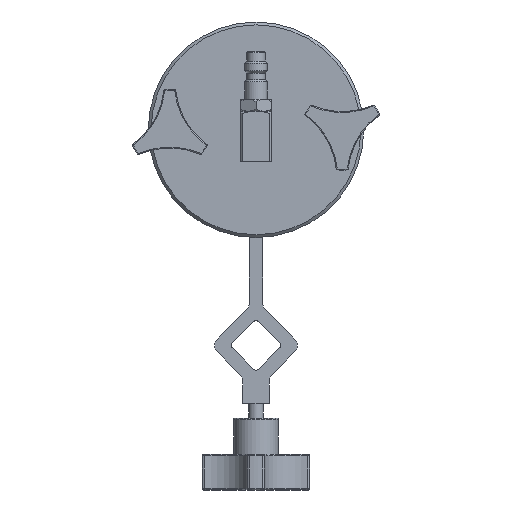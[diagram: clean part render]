
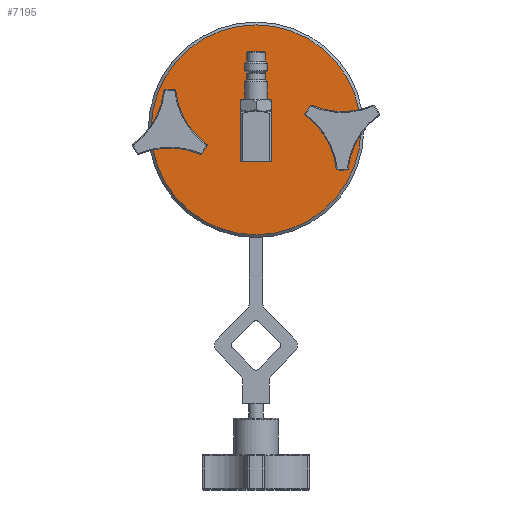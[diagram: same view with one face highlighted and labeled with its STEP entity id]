
A CAD part, left-side view. The second image highlights one B-rep face of the part: STEP entity #7195.
In plain terms, the highlighted planar face has unit normal (-1, 0, 0).
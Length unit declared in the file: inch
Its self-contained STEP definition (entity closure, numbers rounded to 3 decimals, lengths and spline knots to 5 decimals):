
#35 = CARTESIAN_POINT ( 'NONE',  ( -3.63439, 3.2125, 1.65856 ) ) ;
#61 = ORIENTED_EDGE ( 'NONE', *, *, #4109, .F. ) ;
#122 = DIRECTION ( 'NONE',  ( 1., 0., 0. ) ) ;
#307 = EDGE_CURVE ( 'NONE', #4043, #7246, #6710, .T. ) ;
#471 = CARTESIAN_POINT ( 'NONE',  ( -3.63439, 2.7875, 1.65856 ) ) ;
#559 = EDGE_CURVE ( 'NONE', #8791, #8791, #1443, .T. ) ;
#760 = ORIENTED_EDGE ( 'NONE', *, *, #6846, .F. ) ;
#856 = CARTESIAN_POINT ( 'NONE',  ( -3.63439, 3.11428, 2.35242 ) ) ;
#1191 = EDGE_LOOP ( 'NONE', ( #2180 ) ) ;
#1413 = DIRECTION ( 'NONE',  ( -1., 0., 0. ) ) ;
#1443 = CIRCLE ( 'NONE', #5217, 1.46 ) ;
#1554 = VERTEX_POINT ( 'NONE', #35 ) ;
#1651 = CARTESIAN_POINT ( 'NONE',  ( -3.63439, 3.07477, 2.35857 ) ) ;
#1829 = VERTEX_POINT ( 'NONE', #9570 ) ;
#1941 = CARTESIAN_POINT ( 'NONE',  ( -3.63439, 2.80212, 2.32666 ) ) ;
#2022 = FACE_BOUND ( 'NONE', #7784, .T. ) ;
#2130 = CARTESIAN_POINT ( 'NONE',  ( -3.63439, 3.2125, 1.65856 ) ) ;
#2151 = CARTESIAN_POINT ( 'NONE',  ( -3.63439, 2.7875, 2.35856 ) ) ;
#2180 = ORIENTED_EDGE ( 'NONE', *, *, #559, .T. ) ;
#2219 = CARTESIAN_POINT ( 'NONE',  ( -3.63439, 3.19051, 2.32913 ) ) ;
#2419 = CARTESIAN_POINT ( 'NONE',  ( -3.63439, 2.84731, 2.34193 ) ) ;
#2456 = CARTESIAN_POINT ( 'NONE',  ( -3.63439, 3.19051, 2.32913 ) ) ;
#2810 = AXIS2_PLACEMENT_3D ( 'NONE', #4900, #122, #5721 ) ;
#2948 = VECTOR ( 'NONE', #6944, 39.37008 ) ;
#3008 = CARTESIAN_POINT ( 'NONE',  ( -3.63439, 3., 2.1 ) ) ;
#3024 = CARTESIAN_POINT ( 'NONE',  ( -3.63439, 3.19788, 2.32666 ) ) ;
#3152 = LINE ( 'NONE', #9678, #9232 ) ;
#3283 = CARTESIAN_POINT ( 'NONE',  ( -3.63439, 3.07477, 2.35857 ) ) ;
#3290 = LINE ( 'NONE', #7173, #7265 ) ;
#3308 = EDGE_CURVE ( 'NONE', #7246, #1554, #9521, .T. ) ;
#3381 = CARTESIAN_POINT ( 'NONE',  ( -3.63439, 3.19051, 2.32913 ) ) ;
#3487 = CARTESIAN_POINT ( 'NONE',  ( -3.63439, 3.2125, 2.32137 ) ) ;
#3613 = DIRECTION ( 'NONE',  ( 1., 0., 0. ) ) ;
#3774 = CARTESIAN_POINT ( 'NONE',  ( -3.63439, 4.46, 2.1 ) ) ;
#3804 = VERTEX_POINT ( 'NONE', #5434 ) ;
#3817 = DIRECTION ( 'NONE',  ( 0., 1., 0. ) ) ;
#3971 = DIRECTION ( 'NONE',  ( 0., 0., -1. ) ) ;
#4024 = CARTESIAN_POINT ( 'NONE',  ( -3.63439, 2.88572, 2.35242 ) ) ;
#4043 = VERTEX_POINT ( 'NONE', #4068 ) ;
#4068 = CARTESIAN_POINT ( 'NONE',  ( -3.63439, 2.7875, 2.32136 ) ) ;
#4100 = EDGE_CURVE ( 'NONE', #7816, #1829, #5489, .T. ) ;
#4109 = EDGE_CURVE ( 'NONE', #9619, #4903, #6288, .T. ) ;
#4192 = ORIENTED_EDGE ( 'NONE', *, *, #9817, .F. ) ;
#4321 = CARTESIAN_POINT ( 'NONE',  ( -3.63439, 2.79478, 2.32409 ) ) ;
#4583 = EDGE_CURVE ( 'NONE', #3804, #3804, #7272, .T. ) ;
#4717 = CARTESIAN_POINT ( 'NONE',  ( -3.63439, 2.80949, 2.32912 ) ) ;
#4900 = CARTESIAN_POINT ( 'NONE',  ( -3.63439, 1.8, 2.1 ) ) ;
#4903 = VERTEX_POINT ( 'NONE', #3381 ) ;
#4908 = ORIENTED_EDGE ( 'NONE', *, *, #4100, .F. ) ;
#5217 = AXIS2_PLACEMENT_3D ( 'NONE', #3008, #8580, #3817 ) ;
#5315 = VECTOR ( 'NONE', #9306, 39.37008 ) ;
#5434 = CARTESIAN_POINT ( 'NONE',  ( -3.63439, 2.0375, 2.1 ) ) ;
#5455 = CARTESIAN_POINT ( 'NONE',  ( -3.63439, 3.2125, 2.32137 ) ) ;
#5489 = B_SPLINE_CURVE_WITH_KNOTS ( 'NONE', 3,
 ( #7996, #2419, #4024, #9564 ),
 .UNSPECIFIED., .F., .F.,
 ( 4, 4 ),
 ( 0., 0.00303 ),
 .UNSPECIFIED. ) ;
#5603 = B_SPLINE_CURVE_WITH_KNOTS ( 'NONE', 3,
 ( #9849, #4321, #1941, #7511 ),
 .UNSPECIFIED., .F., .F.,
 ( 4, 4 ),
 ( 0., 0.00059 ),
 .UNSPECIFIED. ) ;
#5648 = CARTESIAN_POINT ( 'NONE',  ( -3.63439, 3.15269, 2.34193 ) ) ;
#5721 = DIRECTION ( 'NONE',  ( 0., 1., 0. ) ) ;
#5806 = EDGE_LOOP ( 'NONE', ( #7750 ) ) ;
#5914 = ORIENTED_EDGE ( 'NONE', *, *, #7104, .F. ) ;
#5978 = PLANE ( 'NONE',  #6771 ) ;
#6049 = FACE_BOUND ( 'NONE', #7891, .T. ) ;
#6119 = B_SPLINE_CURVE_WITH_KNOTS ( 'NONE', 3,
 ( #2219, #3024, #10171, #5455 ),
 .UNSPECIFIED., .F., .F.,
 ( 4, 4 ),
 ( 0., 0.00059 ),
 .UNSPECIFIED. ) ;
#6226 = CARTESIAN_POINT ( 'NONE',  ( -3.63439, 4.2, 2.1 ) ) ;
#6273 = CIRCLE ( 'NONE', #9113, 0.2375 ) ;
#6288 = B_SPLINE_CURVE_WITH_KNOTS ( 'NONE', 3,
 ( #1651, #856, #5648, #2456 ),
 .UNSPECIFIED., .F., .F.,
 ( 4, 4 ),
 ( 0., 0.00303 ),
 .UNSPECIFIED. ) ;
#6298 = FACE_BOUND ( 'NONE', #5806, .T. ) ;
#6519 = DIRECTION ( 'NONE',  ( 0., -1., 0. ) ) ;
#6710 = LINE ( 'NONE', #2151, #2948 ) ;
#6771 = AXIS2_PLACEMENT_3D ( 'NONE', #8373, #3613, #9182 ) ;
#6846 = EDGE_CURVE ( 'NONE', #10235, #1554, #3290, .T. ) ;
#6944 = DIRECTION ( 'NONE',  ( 0., 0., -1. ) ) ;
#6999 = DIRECTION ( 'NONE',  ( 0., 0., 1. ) ) ;
#7064 = CARTESIAN_POINT ( 'NONE',  ( -3.63439, 4.2, 2.3375 ) ) ;
#7104 = EDGE_CURVE ( 'NONE', #4043, #7816, #5603, .T. ) ;
#7173 = CARTESIAN_POINT ( 'NONE',  ( -3.63439, 3.2125, 2.35856 ) ) ;
#7195 = ADVANCED_FACE ( 'NONE', ( #6298, #2022, #9976, #6049 ), #5978, .F. ) ;
#7246 = VERTEX_POINT ( 'NONE', #471 ) ;
#7265 = VECTOR ( 'NONE', #3971, 39.37008 ) ;
#7272 = CIRCLE ( 'NONE', #2810, 0.2375 ) ;
#7511 = CARTESIAN_POINT ( 'NONE',  ( -3.63439, 2.80949, 2.32912 ) ) ;
#7605 = ORIENTED_EDGE ( 'NONE', *, *, #8194, .T. ) ;
#7750 = ORIENTED_EDGE ( 'NONE', *, *, #4583, .T. ) ;
#7784 = EDGE_LOOP ( 'NONE', ( #8911 ) ) ;
#7816 = VERTEX_POINT ( 'NONE', #4717 ) ;
#7891 = EDGE_LOOP ( 'NONE', ( #4908, #5914, #8524, #8526, #760, #4192, #61, #7605 ) ) ;
#7996 = CARTESIAN_POINT ( 'NONE',  ( -3.63439, 2.80949, 2.32912 ) ) ;
#8194 = EDGE_CURVE ( 'NONE', #9619, #1829, #3152, .T. ) ;
#8373 = CARTESIAN_POINT ( 'NONE',  ( -3.63439, 3., 2.1 ) ) ;
#8524 = ORIENTED_EDGE ( 'NONE', *, *, #307, .T. ) ;
#8526 = ORIENTED_EDGE ( 'NONE', *, *, #3308, .T. ) ;
#8580 = DIRECTION ( 'NONE',  ( -1., 0., 0. ) ) ;
#8791 = VERTEX_POINT ( 'NONE', #3774 ) ;
#8911 = ORIENTED_EDGE ( 'NONE', *, *, #8915, .F. ) ;
#8915 = EDGE_CURVE ( 'NONE', #9167, #9167, #6273, .T. ) ;
#9113 = AXIS2_PLACEMENT_3D ( 'NONE', #6226, #1413, #6999 ) ;
#9167 = VERTEX_POINT ( 'NONE', #7064 ) ;
#9182 = DIRECTION ( 'NONE',  ( 0., 1., 0. ) ) ;
#9232 = VECTOR ( 'NONE', #6519, 39.37008 ) ;
#9306 = DIRECTION ( 'NONE',  ( 0., 1., 0. ) ) ;
#9521 = LINE ( 'NONE', #2130, #5315 ) ;
#9564 = CARTESIAN_POINT ( 'NONE',  ( -3.63439, 2.92524, 2.35856 ) ) ;
#9570 = CARTESIAN_POINT ( 'NONE',  ( -3.63439, 2.92524, 2.35856 ) ) ;
#9619 = VERTEX_POINT ( 'NONE', #3283 ) ;
#9678 = CARTESIAN_POINT ( 'NONE',  ( -3.63439, 3.2125, 2.35856 ) ) ;
#9817 = EDGE_CURVE ( 'NONE', #4903, #10235, #6119, .T. ) ;
#9849 = CARTESIAN_POINT ( 'NONE',  ( -3.63439, 2.7875, 2.32136 ) ) ;
#9976 = FACE_OUTER_BOUND ( 'NONE', #1191, .T. ) ;
#10171 = CARTESIAN_POINT ( 'NONE',  ( -3.63439, 3.20522, 2.32409 ) ) ;
#10235 = VERTEX_POINT ( 'NONE', #3487 ) ;
